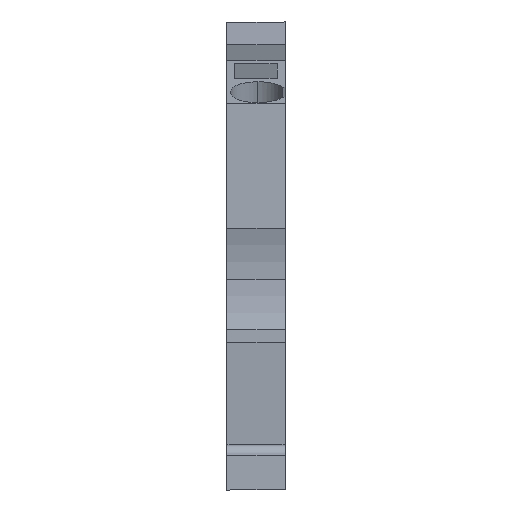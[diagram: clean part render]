
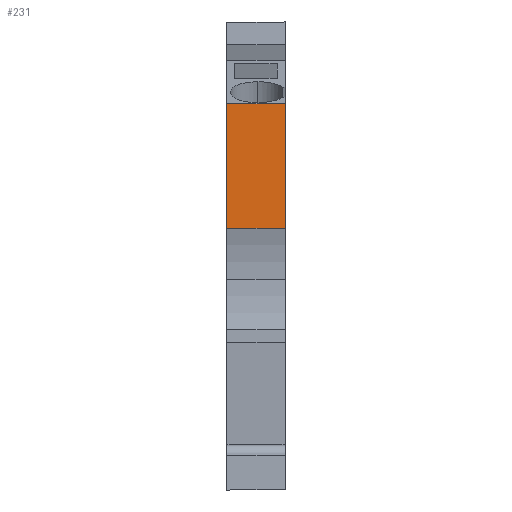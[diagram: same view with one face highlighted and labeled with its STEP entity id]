
A CAD part, front view. The second image highlights one B-rep face of the part: STEP entity #231.
In plain terms, the highlighted planar face has unit normal (0, -1, 0).
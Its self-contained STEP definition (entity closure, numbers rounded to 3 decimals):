
#231=ADVANCED_FACE('',(#586),#587,.F.);
#586=FACE_OUTER_BOUND('',#1067,.T.);
#587=PLANE('',#1068);
#1067=EDGE_LOOP('',(#1800,#1801,#1802,#1803));
#1068=AXIS2_PLACEMENT_3D('',#1804,#1805,#1806);
#1800=ORIENTED_EDGE('',*,*,#3039,.T.);
#1801=ORIENTED_EDGE('',*,*,#3079,.F.);
#1802=ORIENTED_EDGE('',*,*,#3194,.T.);
#1803=ORIENTED_EDGE('',*,*,#3132,.T.);
#1804=CARTESIAN_POINT('',(0.,0.,34.123));
#1805=DIRECTION('',(0.,1.0,0.));
#1806=DIRECTION('',(1.0,0.,0.));
#3039=EDGE_CURVE('',#3690,#3688,#3691,.T.);
#3079=EDGE_CURVE('',#3763,#3688,#3765,.T.);
#3132=EDGE_CURVE('',#3866,#3690,#3867,.T.);
#3194=EDGE_CURVE('',#3763,#3866,#3966,.T.);
#3688=VERTEX_POINT('',#5170);
#3690=VERTEX_POINT('',#5172);
#3691=LINE('',#5173,#5174);
#3763=VERTEX_POINT('',#5277);
#3765=LINE('',#5280,#5281);
#3866=VERTEX_POINT('',#5422);
#3867=LINE('',#5423,#5424);
#3966=LINE('',#5570,#5571);
#5170=CARTESIAN_POINT('',(5.15,0.,23.2));
#5172=CARTESIAN_POINT('',(0.,0.,23.2));
#5173=CARTESIAN_POINT('',(0.,0.,23.2));
#5174=VECTOR('',#7106,1.0);
#5277=CARTESIAN_POINT('',(5.15,0.,34.263));
#5280=CARTESIAN_POINT('',(5.15,0.,6.));
#5281=VECTOR('',#7157,1.0);
#5422=CARTESIAN_POINT('',(0.,0.,34.263));
#5423=CARTESIAN_POINT('',(0.,0.,6.));
#5424=VECTOR('',#7231,1.0);
#5570=CARTESIAN_POINT('',(5.15,0.,34.263));
#5571=VECTOR('',#7288,1.0);
#7106=DIRECTION('',(1.0,0.,0.));
#7157=DIRECTION('',(0.,0.,-1.0));
#7231=DIRECTION('',(0.,0.,-1.0));
#7288=DIRECTION('',(-1.0,0.,0.));
